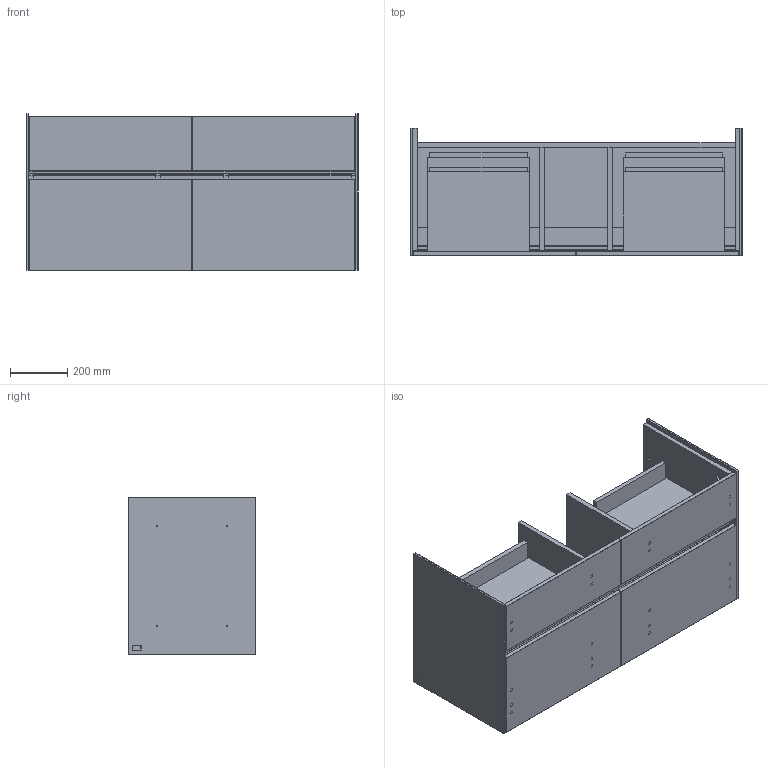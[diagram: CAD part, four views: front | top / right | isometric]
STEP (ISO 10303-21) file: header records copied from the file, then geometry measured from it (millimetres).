
FILE_DESCRIPTION((' '),'2;1');
FILE_NAME('C012B0.stp','2022-04-21T11:39:40',(' '),(' '),' ','ACIS',' ');
FILE_SCHEMA(('CONFIG_CONTROL_DESIGN'));
Length unit declared in the file: millimetre
Products named in the file (27): C012B0.stp; Körper1; Körper2; Körper3; Körper4; Körper5; Körper6; Körper7; Körper8; Körper9; Körper10; Körper11; Körper12; Körper13; Körper14; Körper15; Körper16; Körper17; Körper18; Körper19; Körper20; Körper21; Körper22; Körper23; Körper24; Körper25; Körper26
Assembly tree (26 placements, depth 2):
  C012B0.stp
    Körper1
    Körper2
    Körper3
    Körper4
    Körper5
    Körper6
    Körper7
    Körper8
    Körper9
    Körper10
    Körper11
    Körper12
    Körper13
    Körper14
    Körper15
    Körper16
    Körper17
    Körper18
    Körper19
    Körper20
    Körper21
    Körper22
    Körper23
    Körper24
    Körper25
    Körper26
Bounding box: 1155 x 444 x 546 mm (x, y, z)
Volume: 44783695.5 mm3; surface area: 6978146.1 mm2
Topology: 26 solids, 26 shells, 868 faces, 1811 edges, 1180 vertices
Faces by surface type: plane 571, cylinder 293, sphere 4
Full cylindrical faces by diameter (mm): 3 x56, 5 x35, 6.5 x4, 8 x42, 8.02 x38, 10 x24
Entity records: 25610 total; most frequent: DIRECTION 4002, CARTESIAN_POINT 3633, ORIENTED_EDGE 3140, EDGE_CURVE 1570, AXIS2_PLACEMENT_3D 1511, EDGE_LOOP 1282, VERTEX_POINT 1142, VECTOR 980
